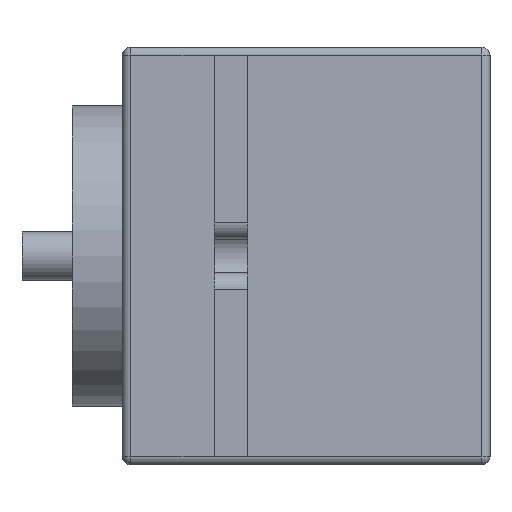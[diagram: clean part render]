
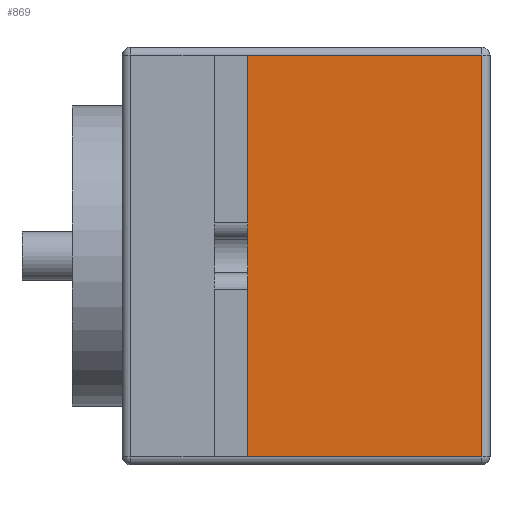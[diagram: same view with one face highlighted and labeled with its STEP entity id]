
A CAD part, left-side view. The second image highlights one B-rep face of the part: STEP entity #869.
In plain terms, the highlighted planar face has unit normal (-1, 0, 0).
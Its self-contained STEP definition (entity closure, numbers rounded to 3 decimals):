
#38=PLANE('',#947);
#67=FACE_OUTER_BOUND('',#124,.T.);
#124=EDGE_LOOP('',(#640,#641,#642,#643));
#178=LINE('',#1349,#259);
#198=LINE('',#1397,#279);
#199=LINE('',#1399,#280);
#200=LINE('',#1400,#281);
#259=VECTOR('',#1054,10.);
#279=VECTOR('',#1102,10.);
#280=VECTOR('',#1103,10.);
#281=VECTOR('',#1104,10.);
#386=VERTEX_POINT('',#1346);
#387=VERTEX_POINT('',#1348);
#401=VERTEX_POINT('',#1396);
#402=VERTEX_POINT('',#1398);
#462=EDGE_CURVE('',#387,#386,#178,.T.);
#486=EDGE_CURVE('',#401,#386,#198,.T.);
#487=EDGE_CURVE('',#402,#401,#199,.T.);
#488=EDGE_CURVE('',#387,#402,#200,.T.);
#640=ORIENTED_EDGE('',*,*,#462,.T.);
#641=ORIENTED_EDGE('',*,*,#486,.F.);
#642=ORIENTED_EDGE('',*,*,#487,.F.);
#643=ORIENTED_EDGE('',*,*,#488,.F.);
#869=ADVANCED_FACE('',(#67),#38,.T.);
#947=AXIS2_PLACEMENT_3D('',#1395,#1100,#1101);
#1054=DIRECTION('',(0.,0.,-1.));
#1100=DIRECTION('center_axis',(-1.,0.,0.));
#1101=DIRECTION('ref_axis',(0.,0.,1.));
#1102=DIRECTION('',(0.,1.,0.));
#1103=DIRECTION('',(0.,0.,-1.));
#1104=DIRECTION('',(0.,-1.,0.));
#1346=CARTESIAN_POINT('',(0.,14.5,0.5));
#1348=CARTESIAN_POINT('',(0.,14.5,24.5));
#1349=CARTESIAN_POINT('',(0.,14.5,0.25));
#1395=CARTESIAN_POINT('Origin',(0.,0.,0.));
#1396=CARTESIAN_POINT('',(0.,0.5,0.5));
#1397=CARTESIAN_POINT('',(0.,0.,0.5));
#1398=CARTESIAN_POINT('',(0.,0.5,24.5));
#1399=CARTESIAN_POINT('',(0.,0.5,6.25));
#1400=CARTESIAN_POINT('',(0.,0.,24.5));
